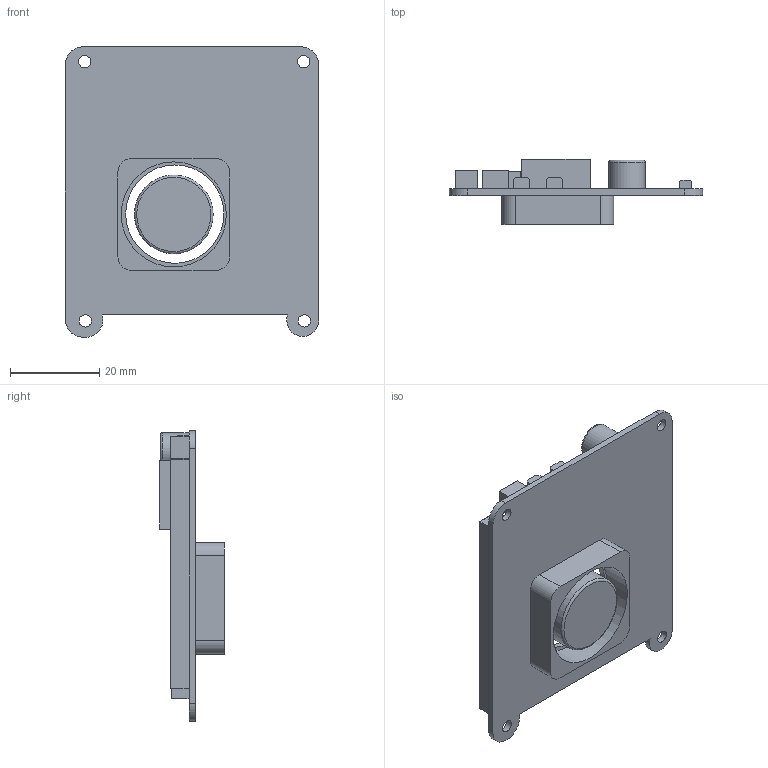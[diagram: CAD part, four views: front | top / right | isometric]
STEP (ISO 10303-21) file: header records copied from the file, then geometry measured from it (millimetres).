
FILE_DESCRIPTION(/* description */ (''),/* implementation_level */ '2;1');
FILE_NAME(/* name */ 'PoE HAT pi3 b+.step',/* time_stamp */ '2020-02-26T22:00:03+01:00',/* author */ (''),/* organization */ (''),/* preprocessor_version */ 'ST-DEVELOPER v18',/* originating_system */ 'Autodesk Translation Framework v8.12.0.6',/* authorisation */ '');
FILE_SCHEMA (('AUTOMOTIVE_DESIGN { 1 0 10303 214 3 1 1 }'));
Length unit declared in the file: millimetre
Products named in the file (1): PoE HAT pi3 b+
Bounding box: 56.7 x 14.5 x 65 mm (x, y, z)
Volume: 10216.6 mm3; surface area: 9832.1 mm2
Topology: 2 solids, 2 shells, 91 faces, 225 edges, 148 vertices
Faces by surface type: plane 70, cylinder 19, torus 2
Full cylindrical faces by diameter (mm): 2.75 x4, 8.2 x1, 17.6 x1, 22 x1, 23.5 x1
Entity records: 2819 total; most frequent: CARTESIAN_POINT 465, DIRECTION 455, ORIENTED_EDGE 450, EDGE_CURVE 225, LINE 179, VECTOR 179, VERTEX_POINT 148, AXIS2_PLACEMENT_3D 138
